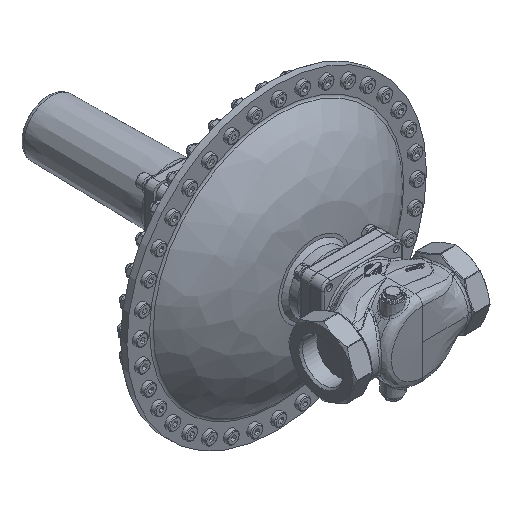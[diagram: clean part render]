
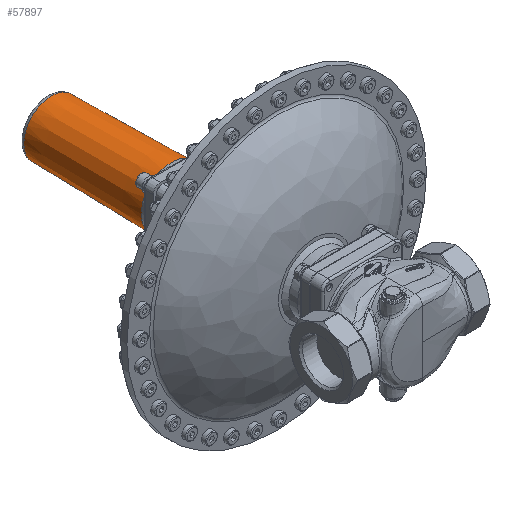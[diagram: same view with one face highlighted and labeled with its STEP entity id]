
A CAD part, isometric view. The second image highlights one B-rep face of the part: STEP entity #57897.
In plain terms, the highlighted conical face has half-angle 1 degrees and reference radius 33 mm.
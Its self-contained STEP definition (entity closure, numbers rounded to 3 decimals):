
#920=CONICAL_SURFACE('',#64308,33.,0.017);
#5948=B_SPLINE_CURVE_WITH_KNOTS('',3,(#139190,#139191,#139192,#139193,#139194,
#139195),.UNSPECIFIED.,.F.,.F.,(4,1,1,4),(-3.142,-2.244,
-0.449,0.),.UNSPECIFIED.);
#5949=B_SPLINE_CURVE_WITH_KNOTS('',3,(#139199,#139200,#139201,#139202,#139203,
#139204,#139205),.UNSPECIFIED.,.F.,.F.,(4,1,1,1,4),(-3.142,-2.244,
-0.449,1.346,3.142),.UNSPECIFIED.);
#5950=B_SPLINE_CURVE_WITH_KNOTS('',3,(#139209,#139210,#139211,#139212,#139213,
#139214,#139215),.UNSPECIFIED.,.F.,.F.,(4,1,1,1,4),(-3.142,-2.244,
-0.449,1.346,3.142),.UNSPECIFIED.);
#5951=B_SPLINE_CURVE_WITH_KNOTS('',3,(#139219,#139220,#139221,#139222,#139223,
#139224,#139225),.UNSPECIFIED.,.F.,.F.,(4,1,1,1,4),(-3.142,-2.244,
-0.449,1.346,3.142),.UNSPECIFIED.);
#5952=B_SPLINE_CURVE_WITH_KNOTS('',3,(#139228,#139229,#139230,#139231,#139232),
 .UNSPECIFIED.,.F.,.F.,(4,1,4),(0.,1.346,3.142),
 .UNSPECIFIED.);
#9687=FACE_OUTER_BOUND('',#13386,.T.);
#13386=EDGE_LOOP('',(#53295,#53296,#53297,#53298,#53299,#53300,#53301,#53302,
#53303,#53304,#53305,#53306,#53307));
#16552=CIRCLE('',#64305,30.45);
#16554=CIRCLE('',#64307,30.45);
#16555=CIRCLE('',#64309,32.743);
#16556=CIRCLE('',#64310,32.743);
#16557=CIRCLE('',#64311,32.743);
#16558=CIRCLE('',#64312,32.743);
#18857=LINE('',#139188,#21138);
#21138=VECTOR('',#79306,33.);
#26756=VERTEX_POINT('',#139181);
#26757=VERTEX_POINT('',#139182);
#26758=VERTEX_POINT('',#139187);
#26759=VERTEX_POINT('',#139189);
#26760=VERTEX_POINT('',#139196);
#26761=VERTEX_POINT('',#139198);
#26762=VERTEX_POINT('',#139206);
#26763=VERTEX_POINT('',#139208);
#26764=VERTEX_POINT('',#139216);
#26765=VERTEX_POINT('',#139218);
#26766=VERTEX_POINT('',#139226);
#35631=EDGE_CURVE('',#26756,#26757,#16552,.T.);
#35633=EDGE_CURVE('',#26757,#26756,#16554,.T.);
#35634=EDGE_CURVE('',#26756,#26758,#18857,.T.);
#35635=EDGE_CURVE('',#26759,#26758,#5948,.T.);
#35636=EDGE_CURVE('',#26760,#26759,#16555,.T.);
#35637=EDGE_CURVE('',#26761,#26760,#5949,.T.);
#35638=EDGE_CURVE('',#26762,#26761,#16556,.T.);
#35639=EDGE_CURVE('',#26763,#26762,#5950,.T.);
#35640=EDGE_CURVE('',#26764,#26763,#16557,.T.);
#35641=EDGE_CURVE('',#26765,#26764,#5951,.T.);
#35642=EDGE_CURVE('',#26766,#26765,#16558,.T.);
#35643=EDGE_CURVE('',#26758,#26766,#5952,.T.);
#53295=ORIENTED_EDGE('',*,*,#35631,.F.);
#53296=ORIENTED_EDGE('',*,*,#35634,.T.);
#53297=ORIENTED_EDGE('',*,*,#35635,.F.);
#53298=ORIENTED_EDGE('',*,*,#35636,.F.);
#53299=ORIENTED_EDGE('',*,*,#35637,.F.);
#53300=ORIENTED_EDGE('',*,*,#35638,.F.);
#53301=ORIENTED_EDGE('',*,*,#35639,.F.);
#53302=ORIENTED_EDGE('',*,*,#35640,.F.);
#53303=ORIENTED_EDGE('',*,*,#35641,.F.);
#53304=ORIENTED_EDGE('',*,*,#35642,.F.);
#53305=ORIENTED_EDGE('',*,*,#35643,.F.);
#53306=ORIENTED_EDGE('',*,*,#35634,.F.);
#53307=ORIENTED_EDGE('',*,*,#35633,.F.);
#57897=ADVANCED_FACE('',(#9687),#920,.T.);
#64305=AXIS2_PLACEMENT_3D('',#139183,#79298,#79299);
#64307=AXIS2_PLACEMENT_3D('',#139185,#79302,#79303);
#64308=AXIS2_PLACEMENT_3D('',#139186,#79304,#79305);
#64309=AXIS2_PLACEMENT_3D('',#139197,#79307,#79308);
#64310=AXIS2_PLACEMENT_3D('',#139207,#79309,#79310);
#64311=AXIS2_PLACEMENT_3D('',#139217,#79311,#79312);
#64312=AXIS2_PLACEMENT_3D('',#139227,#79313,#79314);
#79298=DIRECTION('center_axis',(0.,1.,0.));
#79299=DIRECTION('ref_axis',(1.,0.,0.));
#79302=DIRECTION('center_axis',(0.,1.,0.));
#79303=DIRECTION('ref_axis',(1.,0.,0.));
#79304=DIRECTION('center_axis',(0.,-1.,0.));
#79305=DIRECTION('ref_axis',(1.,0.,0.));
#79306=DIRECTION('',(-0.017,-1.,0.));
#79307=DIRECTION('center_axis',(0.,-1.,0.));
#79308=DIRECTION('ref_axis',(1.,0.,0.));
#79309=DIRECTION('center_axis',(0.,-1.,0.));
#79310=DIRECTION('ref_axis',(1.,0.,0.));
#79311=DIRECTION('center_axis',(0.,-1.,0.));
#79312=DIRECTION('ref_axis',(1.,0.,0.));
#79313=DIRECTION('center_axis',(0.,-1.,0.));
#79314=DIRECTION('ref_axis',(1.,0.,0.));
#139181=CARTESIAN_POINT('',(-30.45,372.159,0.));
#139182=CARTESIAN_POINT('',(0.,372.159,-30.45));
#139183=CARTESIAN_POINT('Origin',(0.,372.159,
0.));
#139185=CARTESIAN_POINT('Origin',(0.,372.159,
0.));
#139186=CARTESIAN_POINT('Origin',(0.,226.072,
0.));
#139187=CARTESIAN_POINT('',(-32.755,240.081,0.));
#139188=CARTESIAN_POINT('',(-33.,226.072,0.));
#139189=CARTESIAN_POINT('',(-29.372,240.81,14.471));
#139190=CARTESIAN_POINT('Ctrl Pts',(-29.372,240.81,14.471));
#139191=CARTESIAN_POINT('Ctrl Pts',(-30.003,240.81,
13.189));
#139192=CARTESIAN_POINT('Ctrl Pts',(-31.648,240.583,
9.225));
#139193=CARTESIAN_POINT('Ctrl Pts',(-32.639,240.121,
4.286));
#139194=CARTESIAN_POINT('Ctrl Pts',(-32.755,240.079,
0.715));
#139195=CARTESIAN_POINT('Ctrl Pts',(-32.755,240.081,
0.));
#139196=CARTESIAN_POINT('',(-14.471,240.81,29.372));
#139197=CARTESIAN_POINT('Origin',(0.,240.81,
0.));
#139198=CARTESIAN_POINT('',(14.471,240.81,29.372));
#139199=CARTESIAN_POINT('Ctrl Pts',(14.471,240.81,29.372));
#139200=CARTESIAN_POINT('Ctrl Pts',(13.189,240.81,30.003));
#139201=CARTESIAN_POINT('Ctrl Pts',(9.225,240.583,31.648));
#139202=CARTESIAN_POINT('Ctrl Pts',(2.17,239.923,33.063));
#139203=CARTESIAN_POINT('Ctrl Pts',(-6.464,240.238,32.492));
#139204=CARTESIAN_POINT('Ctrl Pts',(-11.907,240.81,
30.634));
#139205=CARTESIAN_POINT('Ctrl Pts',(-14.471,240.81,
29.372));
#139206=CARTESIAN_POINT('',(29.372,240.81,14.471));
#139207=CARTESIAN_POINT('Origin',(0.,240.81,
0.));
#139208=CARTESIAN_POINT('',(29.372,240.81,-14.471));
#139209=CARTESIAN_POINT('Ctrl Pts',(29.372,240.81,-14.471));
#139210=CARTESIAN_POINT('Ctrl Pts',(30.003,240.81,-13.189));
#139211=CARTESIAN_POINT('Ctrl Pts',(31.648,240.583,-9.225));
#139212=CARTESIAN_POINT('Ctrl Pts',(33.063,239.923,-2.17));
#139213=CARTESIAN_POINT('Ctrl Pts',(32.492,240.238,6.464));
#139214=CARTESIAN_POINT('Ctrl Pts',(30.634,240.81,11.907));
#139215=CARTESIAN_POINT('Ctrl Pts',(29.372,240.81,14.471));
#139216=CARTESIAN_POINT('',(14.471,240.81,-29.372));
#139217=CARTESIAN_POINT('Origin',(0.,240.81,
0.));
#139218=CARTESIAN_POINT('',(-14.471,240.81,-29.372));
#139219=CARTESIAN_POINT('Ctrl Pts',(-14.471,240.81,
-29.372));
#139220=CARTESIAN_POINT('Ctrl Pts',(-13.189,240.81,
-30.003));
#139221=CARTESIAN_POINT('Ctrl Pts',(-9.225,240.583,-31.648));
#139222=CARTESIAN_POINT('Ctrl Pts',(-2.17,239.923,
-33.063));
#139223=CARTESIAN_POINT('Ctrl Pts',(6.464,240.238,-32.492));
#139224=CARTESIAN_POINT('Ctrl Pts',(11.907,240.81,-30.634));
#139225=CARTESIAN_POINT('Ctrl Pts',(14.471,240.81,-29.372));
#139226=CARTESIAN_POINT('',(-29.372,240.81,-14.471));
#139227=CARTESIAN_POINT('Origin',(0.,240.81,
0.));
#139228=CARTESIAN_POINT('Ctrl Pts',(-32.755,240.081,
0.));
#139229=CARTESIAN_POINT('Ctrl Pts',(-32.755,240.086,
-2.143));
#139230=CARTESIAN_POINT('Ctrl Pts',(-32.26,240.31,
-7.145));
#139231=CARTESIAN_POINT('Ctrl Pts',(-30.634,240.81,
-11.907));
#139232=CARTESIAN_POINT('Ctrl Pts',(-29.372,240.81,
-14.471));
